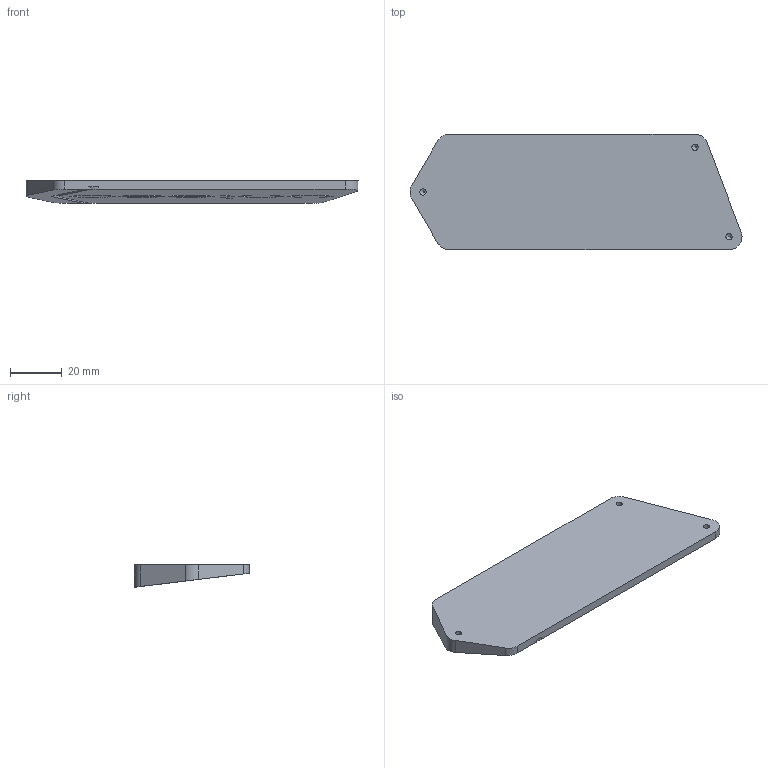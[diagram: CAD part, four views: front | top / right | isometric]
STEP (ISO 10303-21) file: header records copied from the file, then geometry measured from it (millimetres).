
FILE_DESCRIPTION (( 'STEP AP214' ), '1' );
FILE_NAME ('酘忒饜笭_覦趼.STEP', '2019-12-16T04:05:58', ( '' ), ( '' ), 'SwSTEP 2.0', 'SolidWorks 2017', '' );
FILE_SCHEMA (( 'AUTOMOTIVE_DESIGN' ));
Length unit declared in the file: millimetre
Products named in the file (1): 酘忒饜笭_覦趼
Bounding box: 128.09 x 44.43 x 8.7 mm (x, y, z)
Volume: 29999.8 mm3; surface area: 12715.6 mm2
Topology: 1 solids, 1 shells, 301 faces, 867 edges, 573 vertices
Faces by surface type: bspline 227, plane 62, cylinder 6, cone 6
Entity records: 14040 total; most frequent: CARTESIAN_POINT 7736, ORIENTED_EDGE 1722, EDGE_CURVE 861, VERTEX_POINT 573, DIRECTION 569, B_SPLINE_CURVE_WITH_KNOTS 437, VECTOR 395, LINE 395
